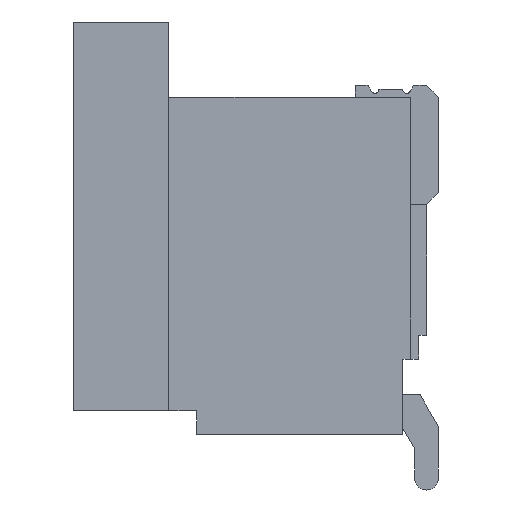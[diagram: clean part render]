
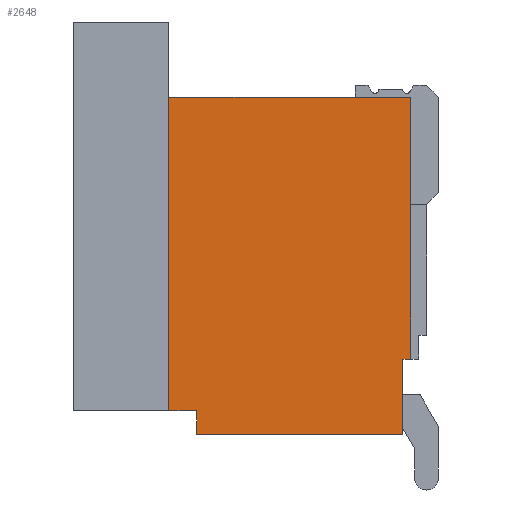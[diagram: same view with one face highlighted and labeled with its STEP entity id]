
A CAD part, left-side view. The second image highlights one B-rep face of the part: STEP entity #2648.
In plain terms, the highlighted planar face has unit normal (-1, 0, 0).
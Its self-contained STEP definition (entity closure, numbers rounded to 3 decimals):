
#426=ORIENTED_EDGE('',*,*,#1067,.F.);
#427=ORIENTED_EDGE('',*,*,#998,.F.);
#428=ORIENTED_EDGE('',*,*,#1005,.F.);
#429=ORIENTED_EDGE('',*,*,#1068,.F.);
#430=ORIENTED_EDGE('',*,*,#1069,.F.);
#431=ORIENTED_EDGE('',*,*,#1070,.F.);
#432=ORIENTED_EDGE('',*,*,#1071,.F.);
#433=ORIENTED_EDGE('',*,*,#1056,.F.);
#998=EDGE_CURVE('',#1339,#1340,#1623,.T.);
#1005=EDGE_CURVE('',#1344,#1339,#1630,.T.);
#1056=EDGE_CURVE('',#1390,#1391,#1677,.T.);
#1067=EDGE_CURVE('',#1340,#1390,#1688,.T.);
#1068=EDGE_CURVE('',#1399,#1344,#1689,.T.);
#1069=EDGE_CURVE('',#1400,#1399,#1690,.T.);
#1070=EDGE_CURVE('',#1401,#1400,#1691,.T.);
#1071=EDGE_CURVE('',#1391,#1401,#1692,.T.);
#1339=VERTEX_POINT('',#3924);
#1340=VERTEX_POINT('',#3926);
#1344=VERTEX_POINT('',#3937);
#1390=VERTEX_POINT('',#4043);
#1391=VERTEX_POINT('',#4045);
#1399=VERTEX_POINT('',#4067);
#1400=VERTEX_POINT('',#4069);
#1401=VERTEX_POINT('',#4071);
#1623=LINE('',#3925,#1980);
#1630=LINE('',#3938,#1987);
#1677=LINE('',#4044,#2034);
#1688=LINE('',#4065,#2045);
#1689=LINE('',#4066,#2046);
#1690=LINE('',#4068,#2047);
#1691=LINE('',#4070,#2048);
#1692=LINE('',#4072,#2049);
#1980=VECTOR('',#3183,1000.);
#1987=VECTOR('',#3192,1000.);
#2034=VECTOR('',#3265,1000.);
#2045=VECTOR('',#3280,1000.);
#2046=VECTOR('',#3281,1000.);
#2047=VECTOR('',#3282,1000.);
#2048=VECTOR('',#3283,1000.);
#2049=VECTOR('',#3284,1000.);
#2253=EDGE_LOOP('',(#426,#427,#428,#429,#430,#431,#432,#433));
#2390=FACE_BOUND('',#2253,.T.);
#2520=PLANE('',#2827);
#2648=ADVANCED_FACE('',(#2390),#2520,.F.);
#2827=AXIS2_PLACEMENT_3D('',#4064,#3278,#3279);
#3183=DIRECTION('',(0.,0.,1.));
#3192=DIRECTION('',(0.,1.,0.));
#3265=DIRECTION('',(0.,0.,-1.));
#3278=DIRECTION('',(1.,0.,0.));
#3279=DIRECTION('',(0.,0.,-1.));
#3280=DIRECTION('',(0.,-1.,0.));
#3281=DIRECTION('',(0.,0.,-1.));
#3282=DIRECTION('',(0.,1.,0.));
#3283=DIRECTION('',(0.,0.,-1.));
#3284=DIRECTION('',(0.,-1.,0.));
#3924=CARTESIAN_POINT('',(-2.7,4.25,-1.025));
#3925=CARTESIAN_POINT('',(-2.7,4.25,-1.025));
#3926=CARTESIAN_POINT('',(-2.7,4.25,2.025));
#3937=CARTESIAN_POINT('',(-2.7,0.3,-1.025));
#3938=CARTESIAN_POINT('',(-2.7,0.,-1.025));
#4043=CARTESIAN_POINT('',(-2.7,0.95,2.025));
#4044=CARTESIAN_POINT('',(-2.7,0.95,2.125));
#4045=CARTESIAN_POINT('',(-2.7,0.95,1.925));
#4064=CARTESIAN_POINT('',(-2.7,0.,0.));
#4065=CARTESIAN_POINT('',(-2.7,5.2,2.025));
#4066=CARTESIAN_POINT('',(-2.7,0.3,-0.675));
#4067=CARTESIAN_POINT('',(-2.7,0.3,-0.675));
#4068=CARTESIAN_POINT('',(-2.7,0.,-0.675));
#4069=CARTESIAN_POINT('',(-2.7,0.,-0.675));
#4070=CARTESIAN_POINT('',(-2.7,0.,1.925));
#4071=CARTESIAN_POINT('',(-2.7,0.,1.925));
#4072=CARTESIAN_POINT('',(-2.7,0.95,1.925));
